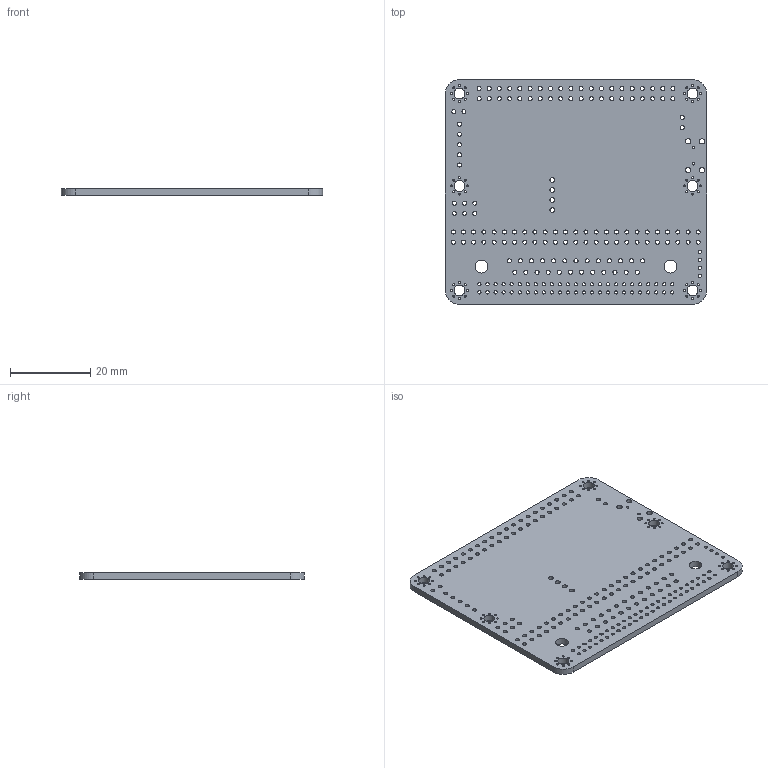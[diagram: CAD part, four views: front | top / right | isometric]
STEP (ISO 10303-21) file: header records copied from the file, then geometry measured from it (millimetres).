
FILE_DESCRIPTION(('KiCad electronic assembly'),'2;1');
FILE_NAME('rascsi_2p5.step','2022-03-03T10:59:54',('Pcbnew'),('Kicad'), 'Open CASCADE STEP processor 7.6','KiCad to STEP converter','Unknown' );
FILE_SCHEMA(('AUTOMOTIVE_DESIGN { 1 0 10303 214 1 1 1 1 }'));
Length unit declared in the file: millimetre
Products named in the file (2): rascsi_2p5 1; rascsi_2p5 PCB
Assembly tree (1 placements, depth 2):
  rascsi_2p5 1
    rascsi_2p5 PCB
Bounding box: 65 x 56 x 1.6 mm (x, y, z)
Volume: 5484.6 mm3; surface area: 8399.6 mm2
Topology: 1 solids, 1 shells, 260 faces, 774 edges, 516 vertices
Faces by surface type: cylinder 254, plane 6
Full cylindrical faces by diameter (mm): 0.5 x48, 0.65 x2, 0.8 x54, 1 x105, 1.03 x25, 1.2 x4, 1.329 x4, 2.7 x6, 3.23 x2
Entity records: 21679 total; most frequent: CARTESIAN_POINT 6148, DIRECTION 2846, ORIENTED_EDGE 1548, PCURVE 1548, DEFINITIONAL_REPRESENTATION 1548, LINE 1306, VECTOR 1306, EDGE_CURVE 774
